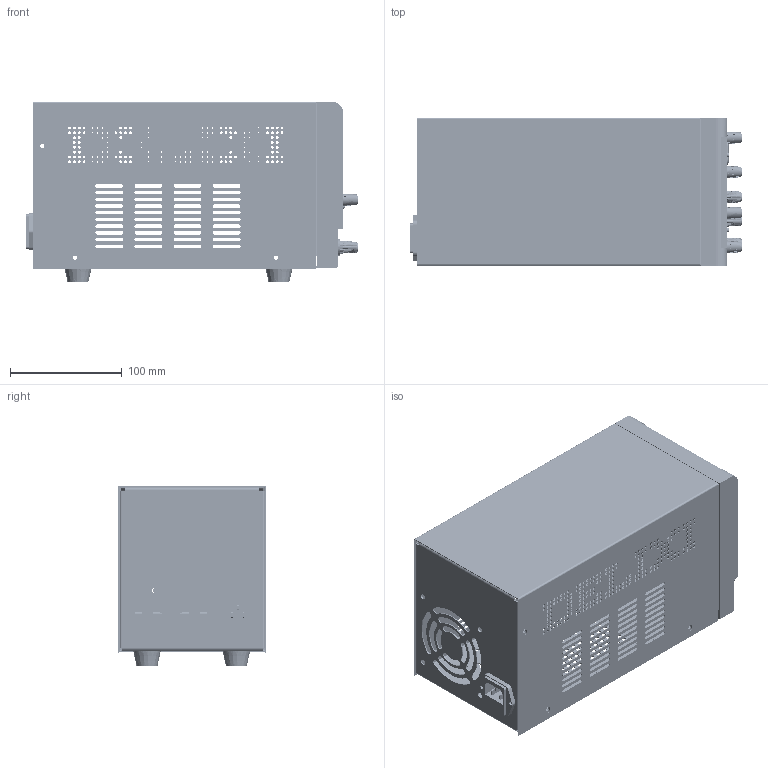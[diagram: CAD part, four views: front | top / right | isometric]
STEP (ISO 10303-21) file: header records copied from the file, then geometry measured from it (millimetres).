
FILE_DESCRIPTION (( 'STEP AP214' ), '1' );
FILE_NAME ('WYJ-30V-1~30A(60V-1~15A)三维图-202505.STEP', '2025-05-07T03:17:21', ( '万丰电脑' ), ( '电话：0577-62733550' ), 'SwSTEP 2.0', 'SolidWorks 2020', '' );
FILE_SCHEMA (( 'AUTOMOTIVE_DESIGN' ));
Length unit declared in the file: millimetre
Products named in the file (12): 萇埭諉諳JIEKOU; 唅聽窪; 硌尨腑3; WYJ-30V菁釱; 硌尨腑2; 唅聽1; WYJ-30V裔; 唅聽蟯; WYJ-30V-1~30A(60V-1~15A)三维图-202505; 唅聽綻; WYJ-30V醱啣; 橡皮脚
Assembly tree (17 placements, depth 2):
  WYJ-30V-1~30A(60V-1~15A)三维图-202505
    WYJ-30V菁釱
    WYJ-30V裔
    WYJ-30V醱啣
    唅聽1  x4
    唅聽窪
    唅聽綻
    唅聽蟯
    硌尨腑2
    硌尨腑3
    萇埭諉諳JIEKOU
    橡皮脚  x4
Bounding box: 297.3 x 133 x 161.79 mm (x, y, z)
Volume: 232975.6 mm3; surface area: 427895.7 mm2
Topology: 25 solids, 25 shells, 3240 faces, 9237 edges, 6096 vertices
Faces by surface type: cylinder 1499, plane 1041, cone 657, torus 31, bspline 8, sphere 4
Entity records: 95409 total; most frequent: CARTESIAN_POINT 19469, DIRECTION 15881, ORIENTED_EDGE 15180, EDGE_CURVE 7590, AXIS2_PLACEMENT_3D 6336, VERTEX_POINT 5006, EDGE_LOOP 3976, CIRCLE 3666
